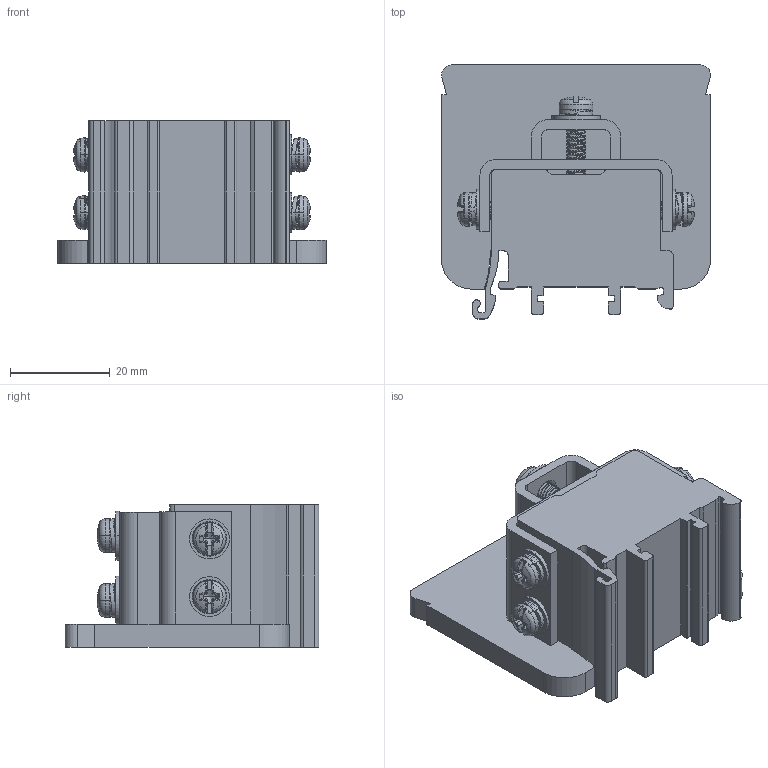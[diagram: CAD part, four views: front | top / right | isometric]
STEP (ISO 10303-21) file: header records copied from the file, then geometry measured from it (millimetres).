
FILE_DESCRIPTION((''),'2;1');
FILE_NAME('5498623156188526165_ASM','2023-11-28T',('dell'),(''),'PRO/ENGINEER BY PARAMETRIC TECHNOLOGY CORPORATION, 2013230','PRO/ENGINEER BY PARAMETRIC TECHNOLOGY CORPORATION, 2013230','');
FILE_SCHEMA(('AUTOMOTIVE_DESIGN { 1 0 10303 214 1 1 1 1 }'));
Length unit declared in the file: millimetre
Products named in the file (1): 5498623156188526165_ASM
Bounding box: 54 x 51 x 28.7 mm (x, y, z)
Volume: 36679.9 mm3; surface area: 15953.1 mm2
Topology: 7 solids, 11 shells, 650 faces, 1797 edges, 1169 vertices
Faces by surface type: cylinder 216, plane 188, bspline 140, torus 52, cone 36, sphere 12, extrusion 6
Entity records: 36951 total; most frequent: CARTESIAN_POINT 20514, ORIENTED_EDGE 3546, DIRECTION 2663, EDGE_CURVE 1785, VERTEX_POINT 1169, AXIS2_PLACEMENT_3D 995, EDGE_LOOP 690, VECTOR 673
